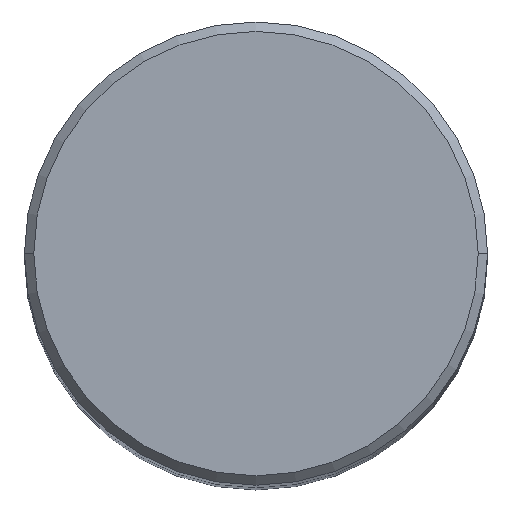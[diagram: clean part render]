
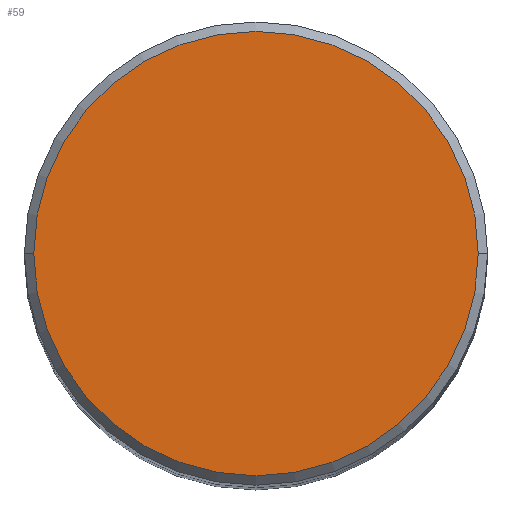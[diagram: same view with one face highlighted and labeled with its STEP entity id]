
A CAD part, top view. The second image highlights one B-rep face of the part: STEP entity #59.
In plain terms, the highlighted planar face has unit normal (0, 0, 1).
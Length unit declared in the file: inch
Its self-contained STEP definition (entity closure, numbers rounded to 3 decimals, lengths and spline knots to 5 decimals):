
#5 = DIRECTION ( 'NONE',  ( 0., 0., 1. ) ) ;
#39 = ORIENTED_EDGE ( 'NONE', *, *, #79, .T. ) ;
#48 = DIRECTION ( 'NONE',  ( -1., 0., 0. ) ) ;
#59 = ADVANCED_FACE ( 'NONE', ( #409 ), #115, .F. ) ;
#68 = CARTESIAN_POINT ( 'NONE',  ( 0., 0., 0. ) ) ;
#79 = EDGE_CURVE ( 'NONE', #240, #265, #291, .T. ) ;
#90 = CARTESIAN_POINT ( 'NONE',  ( -0.47215, 0., 0. ) ) ;
#110 = AXIS2_PLACEMENT_3D ( 'NONE', #68, #5, #322 ) ;
#115 = PLANE ( 'NONE',  #152 ) ;
#152 = AXIS2_PLACEMENT_3D ( 'NONE', #235, #244, #48 ) ;
#166 = EDGE_LOOP ( 'NONE', ( #227, #39 ) ) ;
#172 = DIRECTION ( 'NONE',  ( 0., 0., 1. ) ) ;
#180 = AXIS2_PLACEMENT_3D ( 'NONE', #239, #172, #303 ) ;
#227 = ORIENTED_EDGE ( 'NONE', *, *, #367, .T. ) ;
#235 = CARTESIAN_POINT ( 'NONE',  ( 0., 0.47215, 0. ) ) ;
#239 = CARTESIAN_POINT ( 'NONE',  ( 0., 0., 0. ) ) ;
#240 = VERTEX_POINT ( 'NONE', #248 ) ;
#244 = DIRECTION ( 'NONE',  ( 0., 0., -1. ) ) ;
#248 = CARTESIAN_POINT ( 'NONE',  ( 0.47215, 0., 0. ) ) ;
#265 = VERTEX_POINT ( 'NONE', #90 ) ;
#291 = CIRCLE ( 'NONE', #180, 0.47215 ) ;
#303 = DIRECTION ( 'NONE',  ( 1., 0., 0. ) ) ;
#322 = DIRECTION ( 'NONE',  ( 1., 0., 0. ) ) ;
#367 = EDGE_CURVE ( 'NONE', #265, #240, #401, .T. ) ;
#401 = CIRCLE ( 'NONE', #110, 0.47215 ) ;
#409 = FACE_OUTER_BOUND ( 'NONE', #166, .T. ) ;
